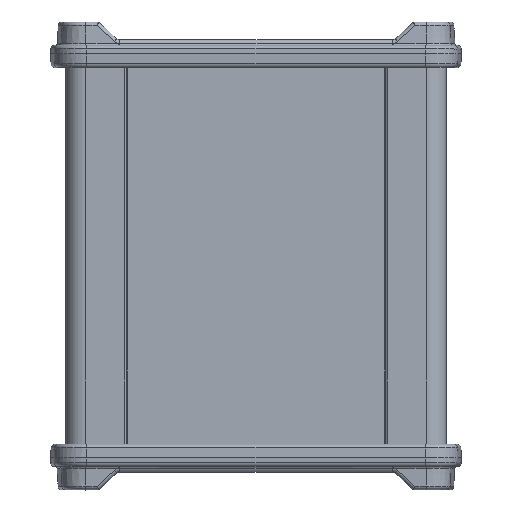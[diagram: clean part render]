
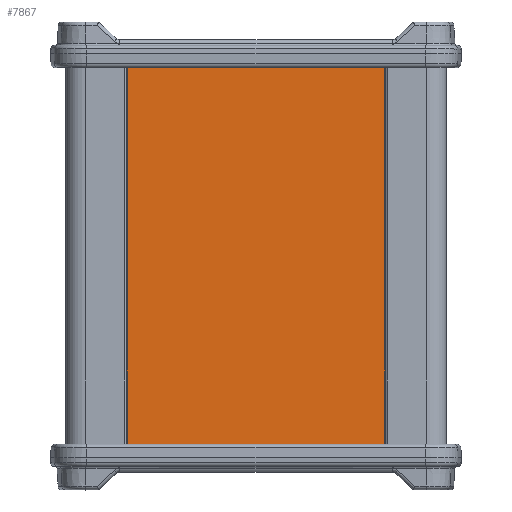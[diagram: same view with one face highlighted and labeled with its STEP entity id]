
A CAD part, top view. The second image highlights one B-rep face of the part: STEP entity #7867.
In plain terms, the highlighted planar face has unit normal (0, 0, 1).
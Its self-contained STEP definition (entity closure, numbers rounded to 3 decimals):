
#1472 = ORIENTED_EDGE ( 'NONE', *, *, #28146, .F. ) ;
#1987 = DIRECTION ( 'NONE',  ( -1., 0., 0. ) ) ;
#4359 = VECTOR ( 'NONE', #9124, 1000. ) ;
#4470 = CARTESIAN_POINT ( 'NONE',  ( 33.1, -100., 20.2 ) ) ;
#5880 = VECTOR ( 'NONE', #14464, 1000. ) ;
#7005 = LINE ( 'NONE', #11111, #24642 ) ;
#7804 = LINE ( 'NONE', #13155, #20021 ) ;
#7867 = ADVANCED_FACE ( 'NONE', ( #28291 ), #11186, .T. ) ;
#9124 = DIRECTION ( 'NONE',  ( 0., -1., 0. ) ) ;
#9605 = EDGE_LOOP ( 'NONE', ( #26248, #13988, #17405, #1472 ) ) ;
#11111 = CARTESIAN_POINT ( 'NONE',  ( 120., 0., 20.2 ) ) ;
#11186 = PLANE ( 'NONE',  #19929 ) ;
#11634 = CARTESIAN_POINT ( 'NONE',  ( -33.1, 0., 20.2 ) ) ;
#13155 = CARTESIAN_POINT ( 'NONE',  ( -33.1, -100., 20.2 ) ) ;
#13476 = CARTESIAN_POINT ( 'NONE',  ( 120., 20., 20.2 ) ) ;
#13917 = CARTESIAN_POINT ( 'NONE',  ( 33.1, 0., 20.2 ) ) ;
#13988 = ORIENTED_EDGE ( 'NONE', *, *, #28823, .F. ) ;
#14464 = DIRECTION ( 'NONE',  ( -1., 0., 0. ) ) ;
#15756 = DIRECTION ( 'NONE',  ( 0., 0., 1. ) ) ;
#17201 = VERTEX_POINT ( 'NONE', #25787 ) ;
#17405 = ORIENTED_EDGE ( 'NONE', *, *, #22308, .F. ) ;
#18524 = DIRECTION ( 'NONE',  ( 1., 0., 0. ) ) ;
#19879 = VERTEX_POINT ( 'NONE', #13917 ) ;
#19929 = AXIS2_PLACEMENT_3D ( 'NONE', #13476, #15756, #1987 ) ;
#20021 = VECTOR ( 'NONE', #24514, 1000. ) ;
#21978 = LINE ( 'NONE', #4470, #4359 ) ;
#22288 = VERTEX_POINT ( 'NONE', #11634 ) ;
#22308 = EDGE_CURVE ( 'NONE', #22288, #19879, #7005, .T. ) ;
#23032 = EDGE_CURVE ( 'NONE', #17201, #28002, #24249, .T. ) ;
#24249 = LINE ( 'NONE', #28244, #5880 ) ;
#24514 = DIRECTION ( 'NONE',  ( 0., 1., 0. ) ) ;
#24642 = VECTOR ( 'NONE', #18524, 1000. ) ;
#25787 = CARTESIAN_POINT ( 'NONE',  ( 33.1, -100., 20.2 ) ) ;
#26248 = ORIENTED_EDGE ( 'NONE', *, *, #23032, .F. ) ;
#28002 = VERTEX_POINT ( 'NONE', #28437 ) ;
#28146 = EDGE_CURVE ( 'NONE', #28002, #22288, #7804, .T. ) ;
#28244 = CARTESIAN_POINT ( 'NONE',  ( 120., -100., 20.2 ) ) ;
#28291 = FACE_OUTER_BOUND ( 'NONE', #9605, .T. ) ;
#28437 = CARTESIAN_POINT ( 'NONE',  ( -33.1, -100., 20.2 ) ) ;
#28823 = EDGE_CURVE ( 'NONE', #19879, #17201, #21978, .T. ) ;
